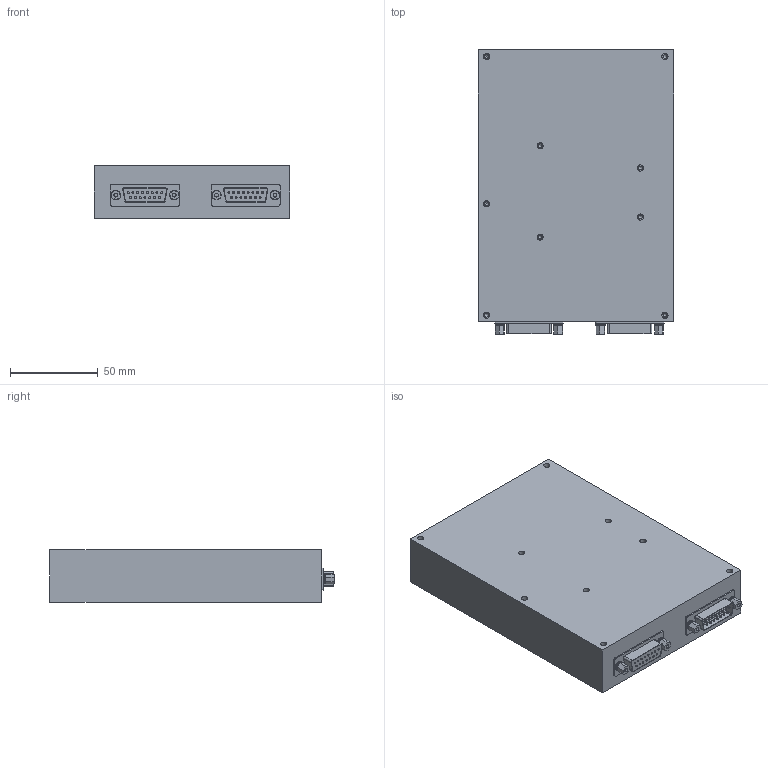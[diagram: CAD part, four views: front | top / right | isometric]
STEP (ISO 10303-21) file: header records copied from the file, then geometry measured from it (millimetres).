
FILE_DESCRIPTION(/* description */ ('Unknown'),/* implementation_level */ '2;1');
FILE_NAME(/* name */ 'M2701001',/* time_stamp */ '2020-05-09T23:07:22-04:00',/* author */ ('Unknown'),/* organization */ ('Unknown'),/* preprocessor_version */ 'ST-DEVELOPER v16.7',/* originating_system */ 'DEX',/* authorisation */ $);
FILE_SCHEMA (('CONFIG_CONTROL_DESIGN'));
Length unit declared in the file: millimetre
Products named in the file (8): M2701001; MAIN BODY; D-TYPE15SD; D-TYPE15PD; P001-19; MS35338-134; NAS620C4
Assembly tree (10 placements, depth 3):
  M2701001
    MAIN BODY
    D-TYPE15SD
    D-TYPE15PD
    P001-19  x4
      P001-19
      MS35338-134
      NAS620C4
Bounding box: 111.51 x 161.94 x 29.97 mm (x, y, z)
Volume: 522879.2 mm3; surface area: 57386.5 mm2
Topology: 15 solids, 15 shells, 399 faces, 860 edges, 576 vertices
Faces by surface type: plane 191, cylinder 150, torus 45, cone 13
Full cylindrical faces by diameter (mm): 1.14 x60, 2.156 x17, 2.382 x4, 2.95 x4, 3.05 x4, 3.505 x9, 5.309 x4
Entity records: 10363 total; most frequent: DIRECTION 1504, CARTESIAN_POINT 1277, ORIENTED_EDGE 1014, AXIS2_PLACEMENT_3D 653, FACE_BOUND 583, EDGE_LOOP 570, EDGE_CURVE 507, VERTEX_POINT 426
